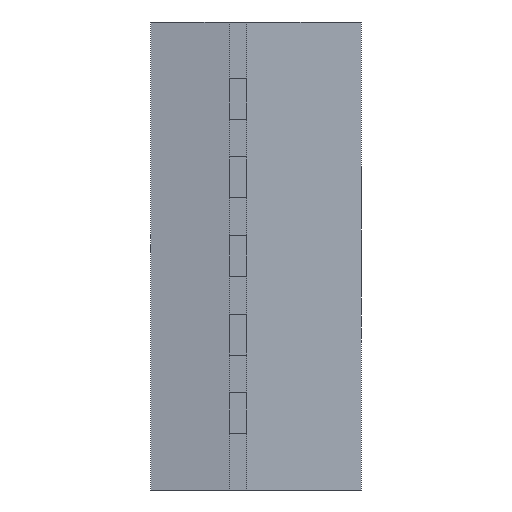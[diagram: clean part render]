
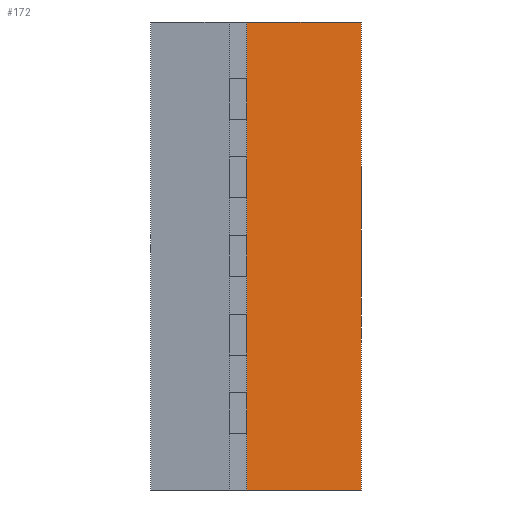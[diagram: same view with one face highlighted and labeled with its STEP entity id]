
A CAD part, front view. The second image highlights one B-rep face of the part: STEP entity #172.
In plain terms, the highlighted planar face has unit normal (0.104, -0.995, 0).
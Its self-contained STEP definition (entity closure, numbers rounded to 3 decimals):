
#172=ADVANCED_FACE('',(#574),#576,.F.);
#574=FACE_BOUND('',#575,.T.);
#575=EDGE_LOOP('',(#890,#891,#892,#893));
#576=PLANE('',#577);
#577=AXIS2_PLACEMENT_3D('',#578,#579,#580);
#578=CARTESIAN_POINT('',(-2.49,-4.318,5.08));
#579=DIRECTION('',(-0.105,0.995,0.));
#580=DIRECTION('',(0.995,0.105,0.));
#890=ORIENTED_EDGE('',*,*,#1063,.F.);
#891=ORIENTED_EDGE('',*,*,#1054,.F.);
#892=ORIENTED_EDGE('',*,*,#1058,.F.);
#893=ORIENTED_EDGE('',*,*,#1050,.F.);
#1050=EDGE_CURVE('',#1145,#1146,#1147,.T.);
#1054=EDGE_CURVE('',#1153,#1154,#1155,.F.);
#1058=EDGE_CURVE('',#1146,#1153,#1161,.F.);
#1063=EDGE_CURVE('',#1154,#1145,#1169,.F.);
#1145=VERTEX_POINT('',#1304);
#1146=VERTEX_POINT('',#1305);
#1147=LINE('',#1306,#1307);
#1153=VERTEX_POINT('',#1320);
#1154=VERTEX_POINT('',#1321);
#1155=LINE('',#1322,#1323);
#1161=LINE('',#1336,#1337);
#1169=LINE('',#1354,#1355);
#1304=CARTESIAN_POINT('',(0.,-4.056,5.08));
#1305=CARTESIAN_POINT('',(0.,-4.056,-5.08));
#1306=CARTESIAN_POINT('',(0.,-4.056,5.08));
#1307=VECTOR('',#1308,1.);
#1308=DIRECTION('',(0.,0.,-1.));
#1320=CARTESIAN_POINT('',(-2.49,-4.318,-5.08));
#1321=CARTESIAN_POINT('',(-2.49,-4.318,5.08));
#1322=CARTESIAN_POINT('',(-2.49,-4.318,5.08));
#1323=VECTOR('',#1324,1.);
#1324=DIRECTION('',(0.,0.,-1.));
#1336=CARTESIAN_POINT('',(-2.49,-4.318,-5.08));
#1337=VECTOR('',#1338,1.);
#1338=DIRECTION('',(0.995,0.105,0.));
#1354=CARTESIAN_POINT('',(0.,-4.056,5.08));
#1355=VECTOR('',#1356,1.);
#1356=DIRECTION('',(-0.995,-0.105,0.));
